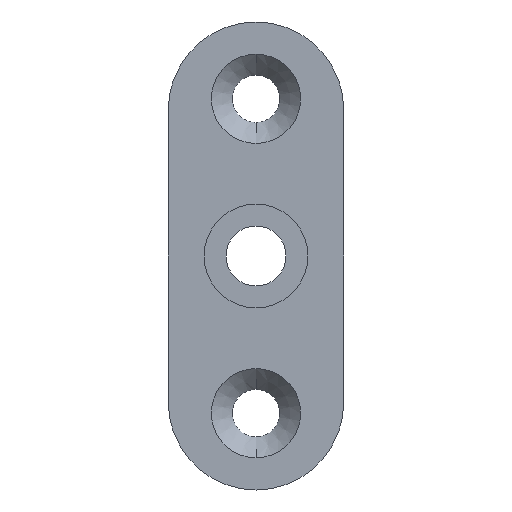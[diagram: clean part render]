
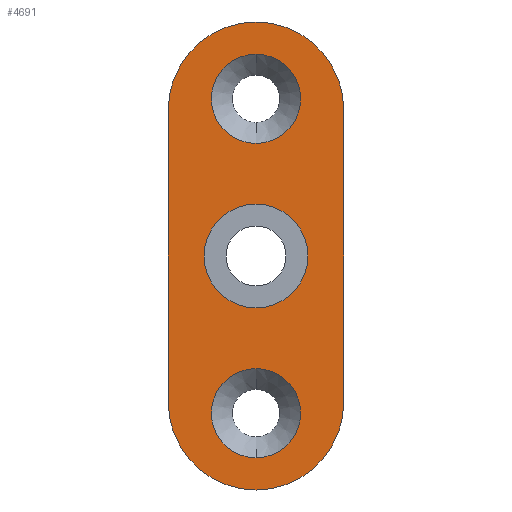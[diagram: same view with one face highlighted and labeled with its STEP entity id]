
A CAD part, front view. The second image highlights one B-rep face of the part: STEP entity #4691.
In plain terms, the highlighted planar face has unit normal (0, -1, 0).
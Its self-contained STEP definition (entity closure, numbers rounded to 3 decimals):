
#131 = CIRCLE ( 'NONE', #5968, 12. ) ;
#488 = DIRECTION ( 'NONE',  ( 0., 0., 1. ) ) ;
#659 = VERTEX_POINT ( 'NONE', #807 ) ;
#733 = ORIENTED_EDGE ( 'NONE', *, *, #9372, .F. ) ;
#807 = CARTESIAN_POINT ( 'NONE',  ( 0., 0., 27.6 ) ) ;
#854 = CARTESIAN_POINT ( 'NONE',  ( 0., 0., -20. ) ) ;
#985 = DIRECTION ( 'NONE',  ( 0., -1., 0. ) ) ;
#989 = VERTEX_POINT ( 'NONE', #1305 ) ;
#1079 = LINE ( 'NONE', #2970, #3452 ) ;
#1305 = CARTESIAN_POINT ( 'NONE',  ( 12., 0., -20. ) ) ;
#1362 = VERTEX_POINT ( 'NONE', #9182 ) ;
#1905 = DIRECTION ( 'NONE',  ( 0., 0., -1. ) ) ;
#1934 = CIRCLE ( 'NONE', #3209, 6.1 ) ;
#2034 = CIRCLE ( 'NONE', #8866, 6.1 ) ;
#2096 = DIRECTION ( 'NONE',  ( 0., 1., 0. ) ) ;
#2119 = EDGE_CURVE ( 'NONE', #1362, #2329, #1079, .T. ) ;
#2155 = DIRECTION ( 'NONE',  ( 0., -1., 0. ) ) ;
#2183 = AXIS2_PLACEMENT_3D ( 'NONE', #13989, #2155, #6016 ) ;
#2262 = DIRECTION ( 'NONE',  ( 0., 0., -1. ) ) ;
#2329 = VERTEX_POINT ( 'NONE', #2640 ) ;
#2595 = EDGE_CURVE ( 'NONE', #11572, #13425, #11338, .T. ) ;
#2640 = CARTESIAN_POINT ( 'NONE',  ( -12., 0., -20. ) ) ;
#2970 = CARTESIAN_POINT ( 'NONE',  ( -12., 0., 32. ) ) ;
#3014 = EDGE_CURVE ( 'NONE', #10790, #10202, #2034, .T. ) ;
#3209 = AXIS2_PLACEMENT_3D ( 'NONE', #9104, #2096, #10319 ) ;
#3244 = CARTESIAN_POINT ( 'NONE',  ( 12., 0., 32. ) ) ;
#3414 = CIRCLE ( 'NONE', #8339, 6.1 ) ;
#3429 = DIRECTION ( 'NONE',  ( 0., 0., 1. ) ) ;
#3452 = VECTOR ( 'NONE', #7757, 1000. ) ;
#3469 = FACE_BOUND ( 'NONE', #13632, .T. ) ;
#3594 = DIRECTION ( 'NONE',  ( 0., 0., 1. ) ) ;
#4050 = PLANE ( 'NONE',  #5037 ) ;
#4070 = ORIENTED_EDGE ( 'NONE', *, *, #13518, .F. ) ;
#4136 = CARTESIAN_POINT ( 'NONE',  ( 0., 0., 21.5 ) ) ;
#4216 = DIRECTION ( 'NONE',  ( 0., 0., 1. ) ) ;
#4228 = FACE_BOUND ( 'NONE', #10432, .T. ) ;
#4245 = CARTESIAN_POINT ( 'NONE',  ( 0., 0., -7.1 ) ) ;
#4307 = DIRECTION ( 'NONE',  ( 0., 0., 1. ) ) ;
#4557 = EDGE_CURVE ( 'NONE', #9576, #12277, #15010, .T. ) ;
#4691 = ADVANCED_FACE ( 'NONE', ( #12642, #4228, #3469, #12473 ), #4050, .F. ) ;
#4736 = EDGE_CURVE ( 'NONE', #10202, #10790, #15183, .T. ) ;
#4926 = CARTESIAN_POINT ( 'NONE',  ( 0., 0., 32. ) ) ;
#5037 = AXIS2_PLACEMENT_3D ( 'NONE', #12252, #7618, #4216 ) ;
#5216 = ORIENTED_EDGE ( 'NONE', *, *, #4557, .T. ) ;
#5316 = DIRECTION ( 'NONE',  ( 0., 1., 0. ) ) ;
#5336 = CIRCLE ( 'NONE', #7526, 12. ) ;
#5382 = DIRECTION ( 'NONE',  ( 0., -1., 0. ) ) ;
#5563 = EDGE_LOOP ( 'NONE', ( #9954, #9347, #4070, #5216, #13960, #14294 ) ) ;
#5610 = CARTESIAN_POINT ( 'NONE',  ( 0., 0., -27.6 ) ) ;
#5744 = EDGE_CURVE ( 'NONE', #12139, #989, #14846, .T. ) ;
#5968 = AXIS2_PLACEMENT_3D ( 'NONE', #14737, #5382, #4307 ) ;
#6016 = DIRECTION ( 'NONE',  ( 0., 0., -1. ) ) ;
#6072 = VERTEX_POINT ( 'NONE', #8551 ) ;
#6551 = EDGE_CURVE ( 'NONE', #12277, #1362, #5336, .T. ) ;
#6566 = ORIENTED_EDGE ( 'NONE', *, *, #4736, .F. ) ;
#6575 = CARTESIAN_POINT ( 'NONE',  ( 0., 0., -21.5 ) ) ;
#6795 = DIRECTION ( 'NONE',  ( 0., 0., -1. ) ) ;
#6960 = CARTESIAN_POINT ( 'NONE',  ( 0., 0., 7.1 ) ) ;
#7526 = AXIS2_PLACEMENT_3D ( 'NONE', #15094, #985, #3429 ) ;
#7618 = DIRECTION ( 'NONE',  ( 0., 1., 0. ) ) ;
#7757 = DIRECTION ( 'NONE',  ( 0., 0., -1. ) ) ;
#7916 = EDGE_LOOP ( 'NONE', ( #12564, #6566 ) ) ;
#8033 = DIRECTION ( 'NONE',  ( 0., -1., 0. ) ) ;
#8034 = DIRECTION ( 'NONE',  ( 0., 0., -1. ) ) ;
#8097 = AXIS2_PLACEMENT_3D ( 'NONE', #6575, #8949, #1905 ) ;
#8339 = AXIS2_PLACEMENT_3D ( 'NONE', #4136, #5316, #14674 ) ;
#8551 = CARTESIAN_POINT ( 'NONE',  ( 0., 0., 15.4 ) ) ;
#8683 = ORIENTED_EDGE ( 'NONE', *, *, #2595, .F. ) ;
#8745 = DIRECTION ( 'NONE',  ( 0., -1., 0. ) ) ;
#8866 = AXIS2_PLACEMENT_3D ( 'NONE', #15059, #8033, #2262 ) ;
#8949 = DIRECTION ( 'NONE',  ( 0., -1., 0. ) ) ;
#9104 = CARTESIAN_POINT ( 'NONE',  ( 0., 0., 21.5 ) ) ;
#9161 = CARTESIAN_POINT ( 'NONE',  ( 0., 0., 0. ) ) ;
#9182 = CARTESIAN_POINT ( 'NONE',  ( -12., 0., 20. ) ) ;
#9262 = DIRECTION ( 'NONE',  ( 0., -1., 0. ) ) ;
#9347 = ORIENTED_EDGE ( 'NONE', *, *, #5744, .T. ) ;
#9372 = EDGE_CURVE ( 'NONE', #13425, #11572, #14976, .T. ) ;
#9576 = VERTEX_POINT ( 'NONE', #14786 ) ;
#9815 = EDGE_CURVE ( 'NONE', #6072, #659, #3414, .T. ) ;
#9954 = ORIENTED_EDGE ( 'NONE', *, *, #10534, .T. ) ;
#10070 = ORIENTED_EDGE ( 'NONE', *, *, #9815, .T. ) ;
#10202 = VERTEX_POINT ( 'NONE', #10860 ) ;
#10319 = DIRECTION ( 'NONE',  ( 0., 0., 1. ) ) ;
#10349 = LINE ( 'NONE', #3244, #13078 ) ;
#10432 = EDGE_LOOP ( 'NONE', ( #10691, #10070 ) ) ;
#10534 = EDGE_CURVE ( 'NONE', #2329, #12139, #131, .T. ) ;
#10691 = ORIENTED_EDGE ( 'NONE', *, *, #12093, .T. ) ;
#10790 = VERTEX_POINT ( 'NONE', #5610 ) ;
#10860 = CARTESIAN_POINT ( 'NONE',  ( 0., 0., -15.4 ) ) ;
#11338 = CIRCLE ( 'NONE', #11682, 7.1 ) ;
#11572 = VERTEX_POINT ( 'NONE', #6960 ) ;
#11585 = DIRECTION ( 'NONE',  ( 0., -1., 0. ) ) ;
#11593 = AXIS2_PLACEMENT_3D ( 'NONE', #13379, #8745, #488 ) ;
#11682 = AXIS2_PLACEMENT_3D ( 'NONE', #9161, #9262, #8034 ) ;
#12093 = EDGE_CURVE ( 'NONE', #659, #6072, #1934, .T. ) ;
#12139 = VERTEX_POINT ( 'NONE', #14030 ) ;
#12252 = CARTESIAN_POINT ( 'NONE',  ( -12., 0., 32. ) ) ;
#12277 = VERTEX_POINT ( 'NONE', #4926 ) ;
#12473 = FACE_OUTER_BOUND ( 'NONE', #5563, .T. ) ;
#12564 = ORIENTED_EDGE ( 'NONE', *, *, #3014, .F. ) ;
#12642 = FACE_BOUND ( 'NONE', #7916, .T. ) ;
#12987 = AXIS2_PLACEMENT_3D ( 'NONE', #854, #11585, #3594 ) ;
#13078 = VECTOR ( 'NONE', #6795, 1000. ) ;
#13379 = CARTESIAN_POINT ( 'NONE',  ( 0., 0., 20. ) ) ;
#13425 = VERTEX_POINT ( 'NONE', #4245 ) ;
#13518 = EDGE_CURVE ( 'NONE', #9576, #989, #10349, .T. ) ;
#13632 = EDGE_LOOP ( 'NONE', ( #733, #8683 ) ) ;
#13960 = ORIENTED_EDGE ( 'NONE', *, *, #6551, .T. ) ;
#13989 = CARTESIAN_POINT ( 'NONE',  ( 0., 0., 0. ) ) ;
#14030 = CARTESIAN_POINT ( 'NONE',  ( 0., 0., -32. ) ) ;
#14294 = ORIENTED_EDGE ( 'NONE', *, *, #2119, .T. ) ;
#14674 = DIRECTION ( 'NONE',  ( 0., 0., 1. ) ) ;
#14737 = CARTESIAN_POINT ( 'NONE',  ( 0., 0., -20. ) ) ;
#14786 = CARTESIAN_POINT ( 'NONE',  ( 12., 0., 20. ) ) ;
#14846 = CIRCLE ( 'NONE', #12987, 12. ) ;
#14976 = CIRCLE ( 'NONE', #2183, 7.1 ) ;
#15010 = CIRCLE ( 'NONE', #11593, 12. ) ;
#15059 = CARTESIAN_POINT ( 'NONE',  ( 0., 0., -21.5 ) ) ;
#15094 = CARTESIAN_POINT ( 'NONE',  ( 0., 0., 20. ) ) ;
#15183 = CIRCLE ( 'NONE', #8097, 6.1 ) ;
